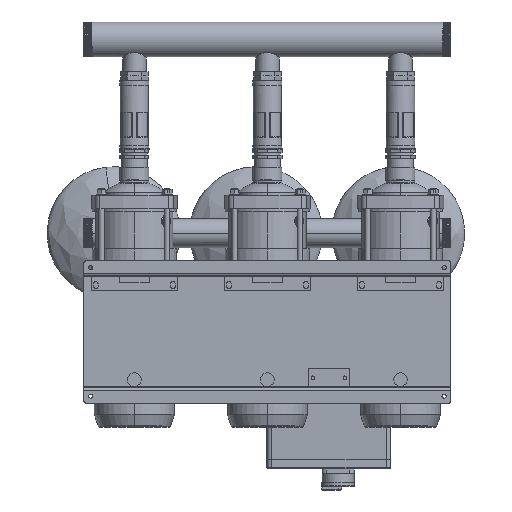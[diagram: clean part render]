
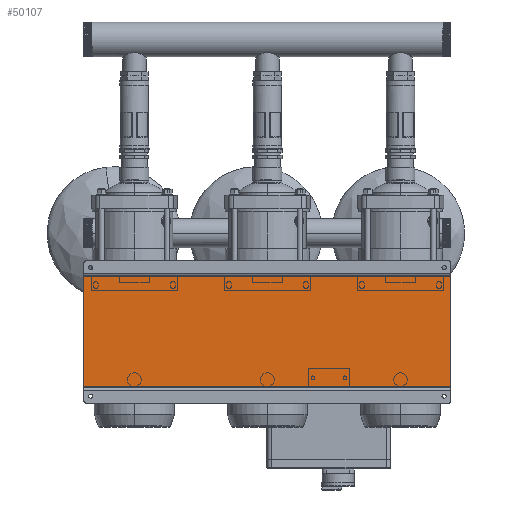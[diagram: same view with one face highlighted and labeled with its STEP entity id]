
A CAD part, front view. The second image highlights one B-rep face of the part: STEP entity #50107.
In plain terms, the highlighted planar face has unit normal (0, -1, 0).
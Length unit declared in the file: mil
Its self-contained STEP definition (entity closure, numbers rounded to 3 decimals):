
#826 = ORIENTED_EDGE ( 'NONE', *, *, #99466, .F. ) ;
#4128 = VERTEX_POINT ( 'NONE', #40215 ) ;
#8021 = CARTESIAN_POINT ( 'NONE',  ( -15748.031, 2165.354, -4724.409 ) ) ;
#8315 = ORIENTED_EDGE ( 'NONE', *, *, #54289, .F. ) ;
#8752 = CARTESIAN_POINT ( 'NONE',  ( -15748.031, 2165.354, -4724.409 ) ) ;
#9582 = VECTOR ( 'NONE', #22587, 39370.079 ) ;
#12570 = VECTOR ( 'NONE', #81816, 39370.079 ) ;
#20000 = CARTESIAN_POINT ( 'NONE',  ( 15748.031, 2165.354, 4724.409 ) ) ;
#22587 = DIRECTION ( 'NONE',  ( 0., 0., -1. ) ) ;
#24882 = FACE_OUTER_BOUND ( 'NONE', #33067, .T. ) ;
#32719 = LINE ( 'NONE', #64811, #62168 ) ;
#33067 = EDGE_LOOP ( 'NONE', ( #90544, #826, #8315, #54006 ) ) ;
#36866 = AXIS2_PLACEMENT_3D ( 'NONE', #42247, #56980, #42772 ) ;
#40215 = CARTESIAN_POINT ( 'NONE',  ( 15748.031, 2165.354, -4724.409 ) ) ;
#40662 = PLANE ( 'NONE',  #36866 ) ;
#42247 = CARTESIAN_POINT ( 'NONE',  ( 15748.031, 2165.354, -4724.409 ) ) ;
#42772 = DIRECTION ( 'NONE',  ( 1., 0., 0. ) ) ;
#43246 = VERTEX_POINT ( 'NONE', #74177 ) ;
#44206 = EDGE_CURVE ( 'NONE', #43246, #95557, #74932, .T. ) ;
#46284 = LINE ( 'NONE', #69915, #9582 ) ;
#47357 = LINE ( 'NONE', #79334, #65481 ) ;
#50107 = ADVANCED_FACE ( 'NONE', ( #24882 ), #40662, .F. ) ;
#54006 = ORIENTED_EDGE ( 'NONE', *, *, #99247, .T. ) ;
#54289 = EDGE_CURVE ( 'NONE', #99369, #4128, #46284, .T. ) ;
#56980 = DIRECTION ( 'NONE',  ( 0., 1., 0. ) ) ;
#62168 = VECTOR ( 'NONE', #96823, 39370.079 ) ;
#64811 = CARTESIAN_POINT ( 'NONE',  ( 15748.031, 2165.354, 4724.409 ) ) ;
#65481 = VECTOR ( 'NONE', #69436, 39370.079 ) ;
#69436 = DIRECTION ( 'NONE',  ( -1., 0., 0. ) ) ;
#69915 = CARTESIAN_POINT ( 'NONE',  ( 15748.031, 2165.354, 4724.409 ) ) ;
#74177 = CARTESIAN_POINT ( 'NONE',  ( -15748.031, 2165.354, 4724.409 ) ) ;
#74932 = LINE ( 'NONE', #8752, #12570 ) ;
#79334 = CARTESIAN_POINT ( 'NONE',  ( 15748.031, 2165.354, -4724.409 ) ) ;
#81816 = DIRECTION ( 'NONE',  ( 0., 0., -1. ) ) ;
#90544 = ORIENTED_EDGE ( 'NONE', *, *, #44206, .T. ) ;
#95557 = VERTEX_POINT ( 'NONE', #8021 ) ;
#96823 = DIRECTION ( 'NONE',  ( -1., 0., 0. ) ) ;
#99247 = EDGE_CURVE ( 'NONE', #99369, #43246, #32719, .T. ) ;
#99369 = VERTEX_POINT ( 'NONE', #20000 ) ;
#99466 = EDGE_CURVE ( 'NONE', #4128, #95557, #47357, .T. ) ;
